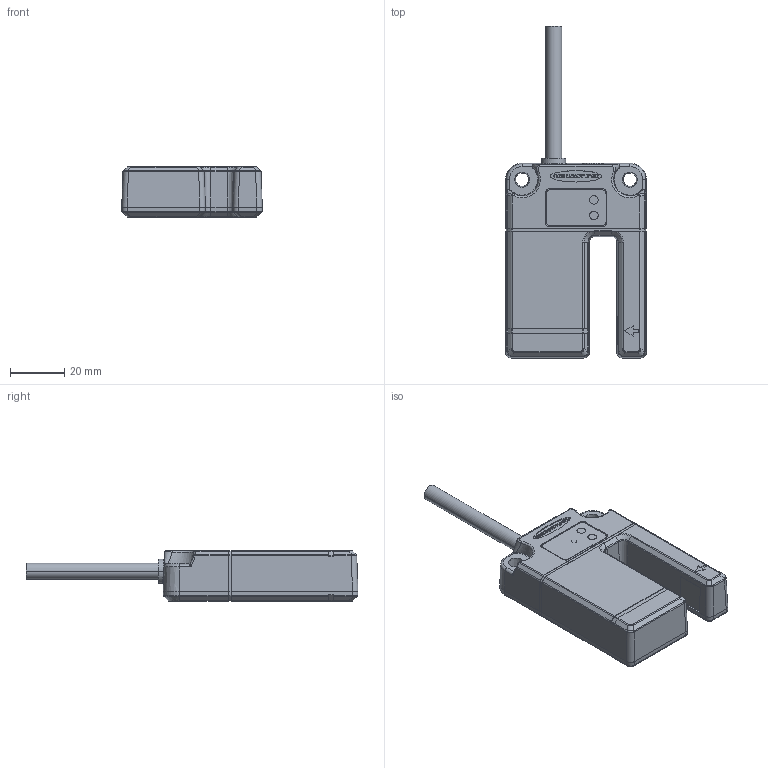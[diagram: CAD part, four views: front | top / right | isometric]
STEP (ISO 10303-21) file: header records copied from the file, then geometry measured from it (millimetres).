
FILE_DESCRIPTION((''),'2;1');
FILE_NAME('159572_ASM','2015-10-21T',('pdmadmin'),(''),'PRO/ENGINEER BY PARAMETRIC TECHNOLOGY CORPORATION, 2013230','PRO/ENGINEER BY PARAMETRIC TECHNOLOGY CORPORATION, 2013230','');
FILE_SCHEMA(('CONFIG_CONTROL_DESIGN'));
Length unit declared in the file: inch
Products named in the file (7): 58318; 55387; 58320; 51148; POT_2; 55389; 159572_ASM
Assembly tree (7 placements, depth 2):
  159572_ASM
    58318
    55387  x2
    58320
    51148
    POT_2
    55389
Bounding box: 52.07 x 122.94 x 18.8 mm (x, y, z)
Volume: 26679.5 mm3; surface area: 27211.6 mm2
Topology: 7 solids, 7 shells, 1134 faces, 2889 edges, 1803 vertices
Faces by surface type: plane 470, cylinder 246, bspline 124, extrusion 123, cone 88, sphere 46, torus 37
Entity records: 40988 total; most frequent: CARTESIAN_POINT 14922, ORIENTED_EDGE 5730, DIRECTION 4796, EDGE_CURVE 2865, VERTEX_POINT 1787, VECTOR 1720, LINE 1597, AXIS2_PLACEMENT_3D 1538
